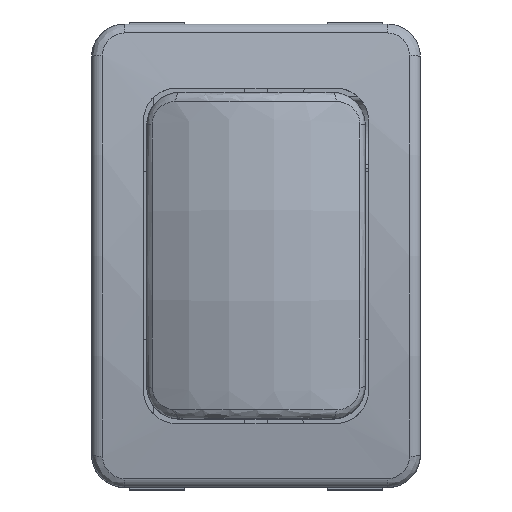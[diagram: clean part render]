
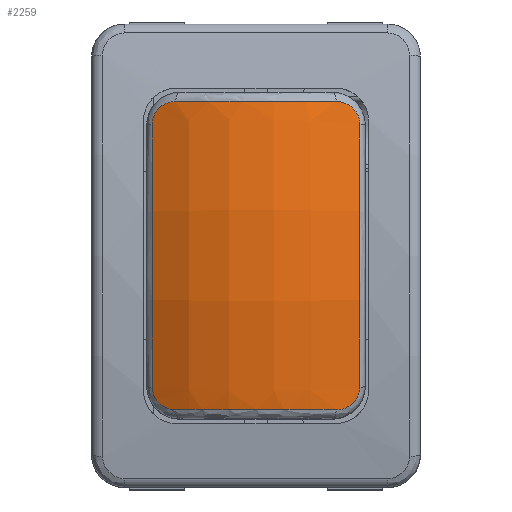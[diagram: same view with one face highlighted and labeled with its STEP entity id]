
A CAD part, top view. The second image highlights one B-rep face of the part: STEP entity #2259.
In plain terms, the highlighted toroidal (fillet/blend) face has major radius 30.549 mm and minor radius 9.451 mm.
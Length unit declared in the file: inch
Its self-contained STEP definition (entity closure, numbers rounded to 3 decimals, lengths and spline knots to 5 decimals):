
#1375=CARTESIAN_POINT('',(-0.18498,-0.23491,0.81846));
#1376=VERTEX_POINT('',#1375);
#1400=CARTESIAN_POINT('',(-0.14341,-0.27488,0.83253));
#1401=VERTEX_POINT('',#1400);
#1409=CARTESIAN_POINT('',(-0.14341,-0.27488,0.83253));
#1410=CARTESIAN_POINT('',(-0.14785,-0.27486,0.83065));
#1411=CARTESIAN_POINT('',(-0.15679,-0.27345,0.8269));
#1412=CARTESIAN_POINT('',(-0.16766,-0.26796,0.82248));
#1413=CARTESIAN_POINT('',(-0.17564,-0.26063,0.81952));
#1414=CARTESIAN_POINT('',(-0.18093,-0.25289,0.8179));
#1415=CARTESIAN_POINT('',(-0.18425,-0.24411,0.81744));
#1416=CARTESIAN_POINT('',(-0.18498,-0.23795,0.81799));
#1417=CARTESIAN_POINT('',(-0.18498,-0.23491,0.81846));
#1418=B_SPLINE_CURVE_WITH_KNOTS('',3,(#1409,#1410,#1411,#1412,#1413,#1414,#1415,#1416,#1417),.UNSPECIFIED.,.F.,.U.,(4,1,1,1,1,1,4),(-0.16214,-0.12739,-0.09265,-0.06949,-0.04632,-0.02316,0.0),.UNSPECIFIED.);
#1419=EDGE_CURVE('',#1401,#1376,#1418,.T.);
#1495=CARTESIAN_POINT('',(0.14341,-0.27488,0.83253));
#1496=VERTEX_POINT('',#1495);
#1504=CARTESIAN_POINT('',(0.14341,-0.27488,0.83253));
#1505=CARTESIAN_POINT('',(0.13055,-0.27492,0.83798));
#1506=CARTESIAN_POINT('',(0.0909,-0.27502,0.85219));
#1507=CARTESIAN_POINT('',(0.02153,-0.2751,0.86428));
#1508=CARTESIAN_POINT('',(-0.04184,-0.27508,0.86073));
#1509=CARTESIAN_POINT('',(-0.09724,-0.275,0.84949));
#1510=CARTESIAN_POINT('',(-0.12412,-0.27494,0.84071));
#1511=CARTESIAN_POINT('',(-0.14341,-0.27488,0.83253));
#1512=B_SPLINE_CURVE_WITH_KNOTS('',3,(#1504,#1505,#1506,#1507,#1508,#1509,#1510,#1511),.UNSPECIFIED.,.F.,.U.,(4,1,1,1,1,4),(-0.70608,-0.60521,-0.40347,-0.20174,-0.1513,0.),.UNSPECIFIED.);
#1513=EDGE_CURVE('',#1496,#1401,#1512,.T.);
#1554=CARTESIAN_POINT('',(-0.18498,0.23492,0.81832));
#1555=VERTEX_POINT('',#1554);
#1574=CARTESIAN_POINT('',(-0.18498,-0.23491,0.81846));
#1575=CARTESIAN_POINT('',(-0.18498,-0.16859,0.82878));
#1576=CARTESIAN_POINT('',(-0.18498,-0.01144,0.84273));
#1577=CARTESIAN_POINT('',(-0.18498,0.1465,0.83213));
#1578=CARTESIAN_POINT('',(-0.18498,0.23492,0.81832));
#1579=B_SPLINE_CURVE_WITH_KNOTS('',3,(#1574,#1575,#1576,#1577,#1578),.UNSPECIFIED.,.F.,.U.,(4,1,4),(-1.18,-0.67429,0.0),.UNSPECIFIED.);
#1580=EDGE_CURVE('',#1376,#1555,#1579,.T.);
#1680=CARTESIAN_POINT('',(0.18498,-0.23491,0.81846));
#1681=VERTEX_POINT('',#1680);
#1689=CARTESIAN_POINT('',(0.18498,-0.23491,0.81846));
#1690=CARTESIAN_POINT('',(0.18498,-0.23794,0.81799));
#1691=CARTESIAN_POINT('',(0.18424,-0.2441,0.81744));
#1692=CARTESIAN_POINT('',(0.18095,-0.25286,0.81789));
#1693=CARTESIAN_POINT('',(0.17564,-0.26063,0.81952));
#1694=CARTESIAN_POINT('',(0.17,-0.26583,0.82161));
#1695=CARTESIAN_POINT('',(0.16232,-0.27085,0.82463));
#1696=CARTESIAN_POINT('',(0.15527,-0.27353,0.82754));
#1697=CARTESIAN_POINT('',(0.14786,-0.27471,0.83065));
#1698=CARTESIAN_POINT('',(0.14489,-0.27487,0.8319));
#1699=CARTESIAN_POINT('',(0.14341,-0.27488,0.83253));
#1700=B_SPLINE_CURVE_WITH_KNOTS('',3,(#1689,#1690,#1691,#1692,#1693,#1694,#1695,#1696,#1697,#1698,#1699),.UNSPECIFIED.,.F.,.U.,(4,1,1,1,1,1,1,1,4),(-0.16203,-0.13888,-0.11574,-0.09259,-0.06944,-0.05787,-0.02315,-0.01157,0.0),.UNSPECIFIED.);
#1701=EDGE_CURVE('',#1681,#1496,#1700,.T.);
#1784=CARTESIAN_POINT('',(-0.14341,0.27489,0.83236));
#1785=VERTEX_POINT('',#1784);
#1810=CARTESIAN_POINT('',(-0.18498,0.23492,0.81832));
#1811=CARTESIAN_POINT('',(-0.18498,0.23796,0.81784));
#1812=CARTESIAN_POINT('',(-0.18425,0.24411,0.81729));
#1813=CARTESIAN_POINT('',(-0.18092,0.25292,0.81775));
#1814=CARTESIAN_POINT('',(-0.17609,0.25999,0.81922));
#1815=CARTESIAN_POINT('',(-0.17081,0.26513,0.82114));
#1816=CARTESIAN_POINT('',(-0.16587,0.26864,0.82306));
#1817=CARTESIAN_POINT('',(-0.16049,0.27148,0.82523));
#1818=CARTESIAN_POINT('',(-0.15309,0.27408,0.82828));
#1819=CARTESIAN_POINT('',(-0.14711,0.27488,0.8308));
#1820=CARTESIAN_POINT('',(-0.14341,0.27489,0.83236));
#1821=B_SPLINE_CURVE_WITH_KNOTS('',3,(#1810,#1811,#1812,#1813,#1814,#1815,#1816,#1817,#1818,#1819,#1820),.UNSPECIFIED.,.F.,.U.,(4,1,1,1,1,1,1,1,4),(-0.16213,-0.13897,-0.11581,-0.09265,-0.07527,-0.0608,-0.04632,-0.02895,0.0),.UNSPECIFIED.);
#1822=EDGE_CURVE('',#1555,#1785,#1821,.T.);
#1874=CARTESIAN_POINT('',(0.18498,0.23492,0.81832));
#1875=VERTEX_POINT('',#1874);
#1883=CARTESIAN_POINT('',(0.18498,0.23492,0.81832));
#1884=CARTESIAN_POINT('',(0.18498,0.1686,0.82867));
#1885=CARTESIAN_POINT('',(0.18498,0.01147,0.84272));
#1886=CARTESIAN_POINT('',(0.18498,-0.14648,0.83222));
#1887=CARTESIAN_POINT('',(0.18498,-0.23491,0.81846));
#1888=B_SPLINE_CURVE_WITH_KNOTS('',3,(#1883,#1884,#1885,#1886,#1887),.UNSPECIFIED.,.F.,.U.,(4,1,4),(-1.18,-0.67429,0.0),.UNSPECIFIED.);
#1889=EDGE_CURVE('',#1875,#1681,#1888,.T.);
#1958=CARTESIAN_POINT('',(0.14341,0.27489,0.83236));
#1959=VERTEX_POINT('',#1958);
#1982=CARTESIAN_POINT('',(-0.14341,0.27489,0.83236));
#1983=CARTESIAN_POINT('',(-0.13386,0.27492,0.83641));
#1984=CARTESIAN_POINT('',(-0.12422,0.27494,0.84002));
#1985=CARTESIAN_POINT('',(-0.11454,0.27497,0.8432));
#1986=CARTESIAN_POINT('',(-0.10487,0.27499,0.84638));
#1987=CARTESIAN_POINT('',(-0.09516,0.27501,0.84912));
#1988=CARTESIAN_POINT('',(-0.08547,0.27503,0.85144));
#1989=CARTESIAN_POINT('',(-0.07578,0.27504,0.85376));
#1990=CARTESIAN_POINT('',(-0.06612,0.27506,0.85566));
#1991=CARTESIAN_POINT('',(-0.05651,0.27507,0.85715));
#1992=CARTESIAN_POINT('',(-0.04691,0.27508,0.85865));
#1993=CARTESIAN_POINT('',(-0.03737,0.27509,0.85975));
#1994=CARTESIAN_POINT('',(-0.02794,0.27509,0.86047));
#1995=CARTESIAN_POINT('',(-0.01851,0.27509,0.86119));
#1996=CARTESIAN_POINT('',(-0.00918,0.2751,0.86153));
#1997=CARTESIAN_POINT('',(0.,0.2751,0.86153));
#1998=CARTESIAN_POINT('',(0.00918,0.2751,0.86153));
#1999=CARTESIAN_POINT('',(0.01851,0.2751,0.86119));
#2000=CARTESIAN_POINT('',(0.02794,0.27509,0.86047));
#2001=CARTESIAN_POINT('',(0.03737,0.27509,0.85975));
#2002=CARTESIAN_POINT('',(0.04691,0.27508,0.85865));
#2003=CARTESIAN_POINT('',(0.05651,0.27507,0.85715));
#2004=CARTESIAN_POINT('',(0.06612,0.27506,0.85566));
#2005=CARTESIAN_POINT('',(0.07578,0.27504,0.85376));
#2006=CARTESIAN_POINT('',(0.08547,0.27503,0.85144));
#2007=CARTESIAN_POINT('',(0.09516,0.27501,0.84912));
#2008=CARTESIAN_POINT('',(0.10487,0.27499,0.84638));
#2009=CARTESIAN_POINT('',(0.11454,0.27497,0.8432));
#2010=CARTESIAN_POINT('',(0.12422,0.27494,0.84002));
#2011=CARTESIAN_POINT('',(0.13386,0.27492,0.83641));
#2012=CARTESIAN_POINT('',(0.14341,0.27489,0.83236));
#2013=B_SPLINE_CURVE_WITH_KNOTS('',3,(#1982,#1983,#1984,#1985,#1986,#1987,#1988,#1989,#1990,#1991,#1992,#1993,#1994,#1995,#1996,#1997,#1998,#1999,#2000,#2001,#2002,#2003,#2004,#2005,#2006,#2007,#2008,#2009,#2010,#2011,#2012),.UNSPECIFIED.,.F.,.U.,(4,3,3,3,3,3,3,3,3,3,4),(-0.70608,-0.63548,-0.56487,-0.49426,-0.42365,-0.35304,-0.28243,-0.21183,-0.14122,-0.07061,0.),.UNSPECIFIED.);
#2014=EDGE_CURVE('',#1785,#1959,#2013,.T.);
#2113=CARTESIAN_POINT('',(0.14341,0.27489,0.83236));
#2114=CARTESIAN_POINT('',(0.14637,0.27488,0.83111));
#2115=CARTESIAN_POINT('',(0.15085,0.27441,0.82922));
#2116=CARTESIAN_POINT('',(0.1581,0.27246,0.82621));
#2117=CARTESIAN_POINT('',(0.1636,0.27003,0.82397));
#2118=CARTESIAN_POINT('',(0.17,0.26583,0.82145));
#2119=CARTESIAN_POINT('',(0.17564,0.26064,0.81936));
#2120=CARTESIAN_POINT('',(0.18095,0.25287,0.81774));
#2121=CARTESIAN_POINT('',(0.18424,0.24411,0.8173));
#2122=CARTESIAN_POINT('',(0.18498,0.23795,0.81784));
#2123=CARTESIAN_POINT('',(0.18498,0.23492,0.81832));
#2124=B_SPLINE_CURVE_WITH_KNOTS('',3,(#2113,#2114,#2115,#2116,#2117,#2118,#2119,#2120,#2121,#2122,#2123),.UNSPECIFIED.,.F.,.U.,(4,1,1,1,1,1,1,1,4),(-0.16203,-0.13888,-0.12731,-0.10416,-0.09259,-0.06944,-0.04629,-0.02315,0.),.UNSPECIFIED.);
#2125=EDGE_CURVE('',#1959,#1875,#2124,.T.);
#2244=CARTESIAN_POINT('',(0.,-0.00046,-0.68898));
#2245=DIRECTION('',(-1.,0.,0.));
#2246=DIRECTION('',(0.,0.0,1.));
#2247=AXIS2_PLACEMENT_3D('',#2244,#2245,#2246);
#2248=TOROIDAL_SURFACE('',#2247,1.20272,0.37208);
#2249=ORIENTED_EDGE('',*,*,#1419,.F.);
#2250=ORIENTED_EDGE('',*,*,#1513,.F.);
#2251=ORIENTED_EDGE('',*,*,#1701,.F.);
#2252=ORIENTED_EDGE('',*,*,#1889,.F.);
#2253=ORIENTED_EDGE('',*,*,#2125,.F.);
#2254=ORIENTED_EDGE('',*,*,#2014,.F.);
#2255=ORIENTED_EDGE('',*,*,#1822,.F.);
#2256=ORIENTED_EDGE('',*,*,#1580,.F.);
#2257=EDGE_LOOP('',(#2249,#2250,#2251,#2252,#2253,#2254,#2255,#2256));
#2258=FACE_OUTER_BOUND('',#2257,.T.);
#2259=ADVANCED_FACE('',(#2258),#2248,.T.);
